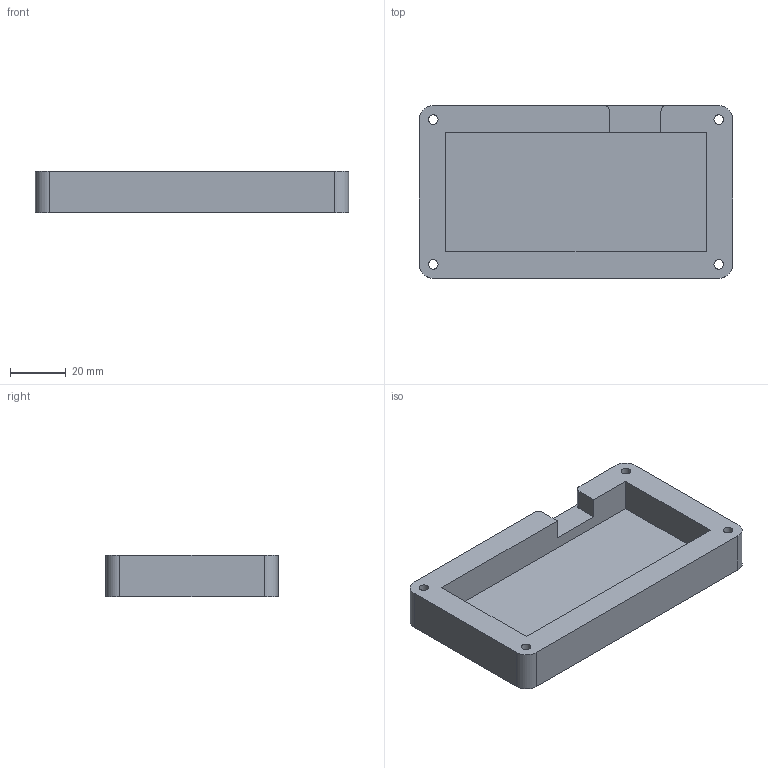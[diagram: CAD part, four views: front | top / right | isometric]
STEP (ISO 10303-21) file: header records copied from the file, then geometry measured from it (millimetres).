
FILE_DESCRIPTION(/* description */ (''),/* implementation_level */ '2;1');
FILE_NAME(/* name */ 'Bottom.step',/* time_stamp */ '2025-07-17T20:39:41+10:00',/* author */ (''),/* organization */ (''),/* preprocessor_version */ 'ST-DEVELOPER v20.1',/* originating_system */ 'Autodesk Translation Framework v14.10.0.0',/* authorisation */ '');
FILE_SCHEMA (('AUTOMOTIVE_DESIGN { 1 0 10303 214 3 1 1 }'));
Length unit declared in the file: millimetre
Products named in the file (1): Bottom
Bounding box: 112.5 x 62 x 15 mm (x, y, z)
Volume: 53935.1 mm3; surface area: 22859.1 mm2
Topology: 1 solids, 1 shells, 360 faces, 978 edges, 652 vertices
Faces by surface type: bspline 186, plane 160, cylinder 14
Full cylindrical faces by diameter (mm): 3.4 x4, 6 x4
Entity records: 13046 total; most frequent: CARTESIAN_POINT 5153, ORIENTED_EDGE 1956, DIRECTION 984, EDGE_CURVE 978, VERTEX_POINT 652, LINE 578, VECTOR 578, EDGE_LOOP 400
